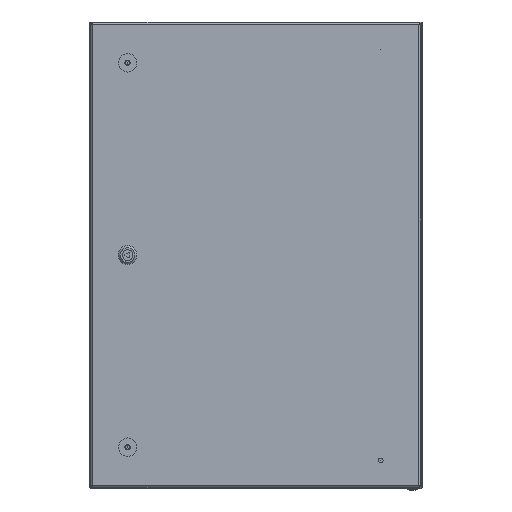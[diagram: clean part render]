
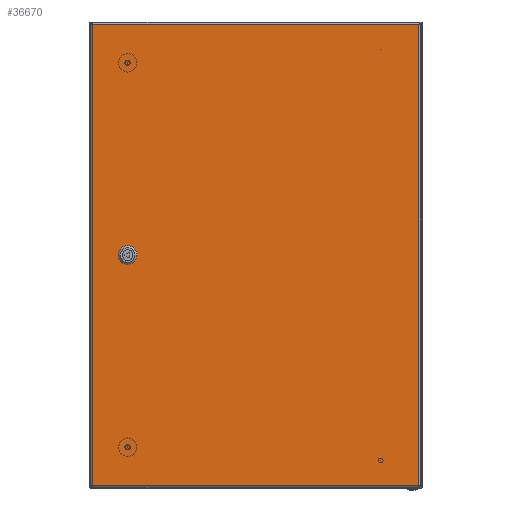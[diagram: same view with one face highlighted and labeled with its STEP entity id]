
A CAD part, top view. The second image highlights one B-rep face of the part: STEP entity #36670.
In plain terms, the highlighted face is planar.
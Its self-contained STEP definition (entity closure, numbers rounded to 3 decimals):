
#77 = CARTESIAN_POINT ( 'NONE',  ( 192.5, 0., -1. ) ) ;
#412 = DIRECTION ( 'NONE',  ( 0., 0., 1. ) ) ;
#1438 = CARTESIAN_POINT ( 'NONE',  ( 192.5, -288.5, -1. ) ) ;
#2434 = CARTESIAN_POINT ( 'NONE',  ( 182.25, 4.637, -1. ) ) ;
#2781 = CARTESIAN_POINT ( 'NONE',  ( -188., 308.5, -1. ) ) ;
#3382 = LINE ( 'NONE', #2434, #36986 ) ;
#3799 = CIRCLE ( 'NONE', #48606, 0.5 ) ;
#5187 = EDGE_CURVE ( 'NONE', #49204, #14654, #18737, .T. ) ;
#5558 = CARTESIAN_POINT ( 'NONE',  ( 182.25, 4.637, -1. ) ) ;
#5599 = DIRECTION ( 'NONE',  ( 0., 0., 1. ) ) ;
#5803 = EDGE_CURVE ( 'NONE', #13703, #57788, #19956, .T. ) ;
#6708 = EDGE_CURVE ( 'NONE', #37145, #11706, #30808, .T. ) ;
#7138 = LINE ( 'NONE', #11063, #7721 ) ;
#7721 = VECTOR ( 'NONE', #16937, 1000. ) ;
#8523 = VERTEX_POINT ( 'NONE', #44191 ) ;
#9028 = CARTESIAN_POINT ( 'NONE',  ( 197.137, 10.25, -1. ) ) ;
#9684 = DIRECTION ( 'NONE',  ( 1., 0., 0. ) ) ;
#10869 = CARTESIAN_POINT ( 'NONE',  ( 197.137, -10.25, -1. ) ) ;
#11063 = CARTESIAN_POINT ( 'NONE',  ( 244.8, 2091., -1. ) ) ;
#11297 = VERTEX_POINT ( 'NONE', #25020 ) ;
#11706 = VERTEX_POINT ( 'NONE', #44310 ) ;
#12014 = DIRECTION ( 'NONE',  ( -1., 0., 0. ) ) ;
#12292 = CIRCLE ( 'NONE', #25875, 11.25 ) ;
#12517 = ORIENTED_EDGE ( 'NONE', *, *, #28492, .T. ) ;
#12629 = DIRECTION ( 'NONE',  ( 1., 0., 0. ) ) ;
#13191 = VERTEX_POINT ( 'NONE', #57344 ) ;
#13679 = EDGE_CURVE ( 'NONE', #36038, #8523, #53168, .T. ) ;
#13703 = VERTEX_POINT ( 'NONE', #9028 ) ;
#13812 = EDGE_LOOP ( 'NONE', ( #52860 ) ) ;
#14012 = EDGE_LOOP ( 'NONE', ( #57027, #51926, #12517, #30117 ) ) ;
#14474 = CARTESIAN_POINT ( 'NONE',  ( 244.8, 345.8, -1. ) ) ;
#14654 = VERTEX_POINT ( 'NONE', #17432 ) ;
#14798 = ORIENTED_EDGE ( 'NONE', *, *, #5187, .T. ) ;
#14911 = PLANE ( 'NONE',  #28558 ) ;
#15059 = DIRECTION ( 'NONE',  ( 1., 0., 0. ) ) ;
#15645 = ORIENTED_EDGE ( 'NONE', *, *, #39052, .T. ) ;
#15728 = CARTESIAN_POINT ( 'NONE',  ( -187.5, -308.5, -1. ) ) ;
#15771 = DIRECTION ( 'NONE',  ( 1., 0., 0. ) ) ;
#15859 = ORIENTED_EDGE ( 'NONE', *, *, #5803, .T. ) ;
#16154 = CIRCLE ( 'NONE', #24505, 0.5 ) ;
#16296 = ORIENTED_EDGE ( 'NONE', *, *, #25983, .T. ) ;
#16937 = DIRECTION ( 'NONE',  ( 0., -1., 0. ) ) ;
#17189 = CIRCLE ( 'NONE', #35814, 0.5 ) ;
#17432 = CARTESIAN_POINT ( 'NONE',  ( 202.75, 4.637, -1. ) ) ;
#18328 = VECTOR ( 'NONE', #12014, 1000. ) ;
#18525 = EDGE_LOOP ( 'NONE', ( #35108 ) ) ;
#18737 = LINE ( 'NONE', #23640, #19855 ) ;
#19503 = FACE_BOUND ( 'NONE', #13812, .T. ) ;
#19855 = VECTOR ( 'NONE', #32175, 1000. ) ;
#19956 = LINE ( 'NONE', #49353, #20970 ) ;
#20970 = VECTOR ( 'NONE', #23563, 1000. ) ;
#21009 = DIRECTION ( 'NONE',  ( 0., 0., 1. ) ) ;
#21279 = DIRECTION ( 'NONE',  ( 0., 0., 1. ) ) ;
#21328 = DIRECTION ( 'NONE',  ( 1., 0., 0. ) ) ;
#21344 = DIRECTION ( 'NONE',  ( -1., 0., 0. ) ) ;
#21932 = CARTESIAN_POINT ( 'NONE',  ( 192.5, 288.5, -1. ) ) ;
#22043 = ORIENTED_EDGE ( 'NONE', *, *, #29755, .T. ) ;
#22300 = VECTOR ( 'NONE', #59688, 1000. ) ;
#23245 = EDGE_CURVE ( 'NONE', #27650, #8523, #29618, .T. ) ;
#23437 = ORIENTED_EDGE ( 'NONE', *, *, #37117, .T. ) ;
#23563 = DIRECTION ( 'NONE',  ( -1., 0., 0. ) ) ;
#23640 = CARTESIAN_POINT ( 'NONE',  ( 202.75, 4.637, -1. ) ) ;
#23649 = CIRCLE ( 'NONE', #57035, 0.5 ) ;
#24134 = DIRECTION ( 'NONE',  ( 0., 0., 1. ) ) ;
#24397 = FACE_BOUND ( 'NONE', #51005, .T. ) ;
#24505 = AXIS2_PLACEMENT_3D ( 'NONE', #15728, #21279, #41221 ) ;
#24596 = CIRCLE ( 'NONE', #63201, 11.25 ) ;
#24736 = FACE_BOUND ( 'NONE', #18525, .T. ) ;
#25020 = CARTESIAN_POINT ( 'NONE',  ( 182.25, -4.637, -1. ) ) ;
#25070 = AXIS2_PLACEMENT_3D ( 'NONE', #77, #59831, #15059 ) ;
#25524 = DIRECTION ( 'NONE',  ( 1., 0., 0. ) ) ;
#25875 = AXIS2_PLACEMENT_3D ( 'NONE', #32890, #47278, #12629 ) ;
#25983 = EDGE_CURVE ( 'NONE', #46209, #11297, #3382, .T. ) ;
#27183 = EDGE_CURVE ( 'NONE', #38956, #36038, #36198, .T. ) ;
#27650 = VERTEX_POINT ( 'NONE', #39084 ) ;
#28230 = VERTEX_POINT ( 'NONE', #2781 ) ;
#28318 = EDGE_LOOP ( 'NONE', ( #15645, #16296, #23437, #43288, #52117, #14798, #49012, #15859 ) ) ;
#28492 = EDGE_CURVE ( 'NONE', #38956, #27650, #7138, .T. ) ;
#28558 = AXIS2_PLACEMENT_3D ( 'NONE', #38453, #29307, #9684 ) ;
#28603 = CIRCLE ( 'NONE', #39033, 11.25 ) ;
#29307 = DIRECTION ( 'NONE',  ( 0., 0., 1. ) ) ;
#29618 = LINE ( 'NONE', #49561, #22300 ) ;
#29755 = EDGE_CURVE ( 'NONE', #40678, #40678, #16154, .T. ) ;
#29941 = CARTESIAN_POINT ( 'NONE',  ( 202.75, -4.637, -1. ) ) ;
#30117 = ORIENTED_EDGE ( 'NONE', *, *, #23245, .T. ) ;
#30127 = CARTESIAN_POINT ( 'NONE',  ( 192.5, 0., -1. ) ) ;
#30493 = CARTESIAN_POINT ( 'NONE',  ( 192.5, 0., -1. ) ) ;
#30808 = LINE ( 'NONE', #10869, #33545 ) ;
#32175 = DIRECTION ( 'NONE',  ( 0., 1., 0. ) ) ;
#32890 = CARTESIAN_POINT ( 'NONE',  ( 192.5, 0., -1. ) ) ;
#33545 = VECTOR ( 'NONE', #21328, 1000. ) ;
#33720 = EDGE_LOOP ( 'NONE', ( #57880 ) ) ;
#34478 = CIRCLE ( 'NONE', #25070, 11.25 ) ;
#35108 = ORIENTED_EDGE ( 'NONE', *, *, #39749, .T. ) ;
#35814 = AXIS2_PLACEMENT_3D ( 'NONE', #21932, #5599, #25524 ) ;
#35970 = CARTESIAN_POINT ( 'NONE',  ( -244.8, 345.8, -1. ) ) ;
#36038 = VERTEX_POINT ( 'NONE', #35970 ) ;
#36198 = LINE ( 'NONE', #61362, #18328 ) ;
#36203 = EDGE_CURVE ( 'NONE', #13191, #13191, #17189, .T. ) ;
#36670 = ADVANCED_FACE ( 'NONE', ( #58713, #19503, #24736, #24397, #44668, #61294 ), #14911, .F. ) ;
#36986 = VECTOR ( 'NONE', #43236, 1000. ) ;
#37117 = EDGE_CURVE ( 'NONE', #11297, #37145, #28603, .T. ) ;
#37145 = VERTEX_POINT ( 'NONE', #41223 ) ;
#38453 = CARTESIAN_POINT ( 'NONE',  ( 0., 0., -1. ) ) ;
#38956 = VERTEX_POINT ( 'NONE', #14474 ) ;
#39033 = AXIS2_PLACEMENT_3D ( 'NONE', #30127, #412, #54307 ) ;
#39052 = EDGE_CURVE ( 'NONE', #57788, #46209, #24596, .T. ) ;
#39084 = CARTESIAN_POINT ( 'NONE',  ( 244.8, -345.8, -1. ) ) ;
#39749 = EDGE_CURVE ( 'NONE', #28230, #28230, #3799, .T. ) ;
#39995 = EDGE_CURVE ( 'NONE', #47850, #47850, #23649, .T. ) ;
#40466 = CARTESIAN_POINT ( 'NONE',  ( 187.863, 10.25, -1. ) ) ;
#40678 = VERTEX_POINT ( 'NONE', #41666 ) ;
#41221 = DIRECTION ( 'NONE',  ( 1., 0., 0. ) ) ;
#41223 = CARTESIAN_POINT ( 'NONE',  ( 187.863, -10.25, -1. ) ) ;
#41666 = CARTESIAN_POINT ( 'NONE',  ( -187., -308.5, -1. ) ) ;
#42614 = CARTESIAN_POINT ( 'NONE',  ( 192., -288.5, -1. ) ) ;
#43236 = DIRECTION ( 'NONE',  ( 0., -1., 0. ) ) ;
#43288 = ORIENTED_EDGE ( 'NONE', *, *, #6708, .T. ) ;
#43368 = CARTESIAN_POINT ( 'NONE',  ( -244.8, 2091., -1. ) ) ;
#44063 = DIRECTION ( 'NONE',  ( -1., 0., 0. ) ) ;
#44191 = CARTESIAN_POINT ( 'NONE',  ( -244.8, -345.8, -1. ) ) ;
#44310 = CARTESIAN_POINT ( 'NONE',  ( 197.137, -10.25, -1. ) ) ;
#44668 = FACE_OUTER_BOUND ( 'NONE', #14012, .T. ) ;
#45523 = DIRECTION ( 'NONE',  ( 0., 0., 1. ) ) ;
#46209 = VERTEX_POINT ( 'NONE', #5558 ) ;
#47278 = DIRECTION ( 'NONE',  ( 0., 0., 1. ) ) ;
#47850 = VERTEX_POINT ( 'NONE', #42614 ) ;
#48606 = AXIS2_PLACEMENT_3D ( 'NONE', #48966, #24134, #44063 ) ;
#48966 = CARTESIAN_POINT ( 'NONE',  ( -187.5, 308.5, -1. ) ) ;
#49012 = ORIENTED_EDGE ( 'NONE', *, *, #55868, .T. ) ;
#49204 = VERTEX_POINT ( 'NONE', #29941 ) ;
#49353 = CARTESIAN_POINT ( 'NONE',  ( 197.137, 10.25, -1. ) ) ;
#49561 = CARTESIAN_POINT ( 'NONE',  ( 1742.5, -345.8, -1. ) ) ;
#51005 = EDGE_LOOP ( 'NONE', ( #22043 ) ) ;
#51133 = EDGE_CURVE ( 'NONE', #11706, #49204, #12292, .T. ) ;
#51926 = ORIENTED_EDGE ( 'NONE', *, *, #27183, .F. ) ;
#52117 = ORIENTED_EDGE ( 'NONE', *, *, #51133, .T. ) ;
#52860 = ORIENTED_EDGE ( 'NONE', *, *, #36203, .T. ) ;
#53168 = LINE ( 'NONE', #43368, #61076 ) ;
#54307 = DIRECTION ( 'NONE',  ( 1., 0., 0. ) ) ;
#55868 = EDGE_CURVE ( 'NONE', #14654, #13703, #34478, .T. ) ;
#57027 = ORIENTED_EDGE ( 'NONE', *, *, #13679, .F. ) ;
#57035 = AXIS2_PLACEMENT_3D ( 'NONE', #1438, #21009, #21344 ) ;
#57344 = CARTESIAN_POINT ( 'NONE',  ( 193., 288.5, -1. ) ) ;
#57788 = VERTEX_POINT ( 'NONE', #40466 ) ;
#57880 = ORIENTED_EDGE ( 'NONE', *, *, #39995, .T. ) ;
#58707 = DIRECTION ( 'NONE',  ( 0., -1., 0. ) ) ;
#58713 = FACE_BOUND ( 'NONE', #33720, .T. ) ;
#59688 = DIRECTION ( 'NONE',  ( -1., 0., 0. ) ) ;
#59831 = DIRECTION ( 'NONE',  ( 0., 0., 1. ) ) ;
#61076 = VECTOR ( 'NONE', #58707, 1000. ) ;
#61294 = FACE_BOUND ( 'NONE', #28318, .T. ) ;
#61362 = CARTESIAN_POINT ( 'NONE',  ( 1742.5, 345.8, -1. ) ) ;
#63201 = AXIS2_PLACEMENT_3D ( 'NONE', #30493, #45523, #15771 ) ;
